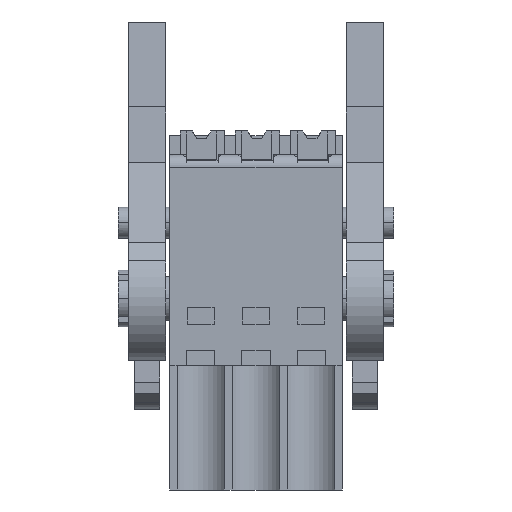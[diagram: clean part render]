
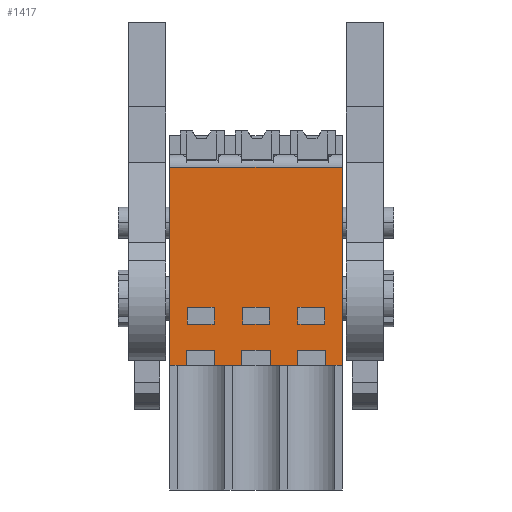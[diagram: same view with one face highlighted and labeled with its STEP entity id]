
A CAD part, front view. The second image highlights one B-rep face of the part: STEP entity #1417.
In plain terms, the highlighted planar face has unit normal (0, -1, 0).
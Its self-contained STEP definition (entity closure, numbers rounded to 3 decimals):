
#1224=AXIS2_PLACEMENT_3D('Plane Axis2P3D',#1221,#1222,#1223) ;
#97=CARTESIAN_POINT('Vertex',(3.25,5.297,7.9)) ;
#100=CARTESIAN_POINT('Line Origine',(3.25,5.297,11.2)) ;
#104=CARTESIAN_POINT('Vertex',(3.25,5.297,20.4)) ;
#1053=CARTESIAN_POINT('Vertex',(14.15,5.297,7.9)) ;
#1056=CARTESIAN_POINT('Line Origine',(13.625,5.297,7.9)) ;
#1060=CARTESIAN_POINT('Vertex',(13.1,5.297,7.9)) ;
#1081=CARTESIAN_POINT('Vertex',(11.3,5.297,7.9)) ;
#1084=CARTESIAN_POINT('Line Origine',(10.925,5.297,7.9)) ;
#1088=CARTESIAN_POINT('Vertex',(10.55,5.297,7.9)) ;
#1091=CARTESIAN_POINT('Line Origine',(10.075,5.297,7.9)) ;
#1095=CARTESIAN_POINT('Vertex',(9.6,5.297,7.9)) ;
#1116=CARTESIAN_POINT('Vertex',(7.8,5.297,7.9)) ;
#1119=CARTESIAN_POINT('Line Origine',(7.425,5.297,7.9)) ;
#1123=CARTESIAN_POINT('Vertex',(7.05,5.297,7.9)) ;
#1126=CARTESIAN_POINT('Line Origine',(6.575,5.297,7.9)) ;
#1130=CARTESIAN_POINT('Vertex',(6.1,5.297,7.9)) ;
#1151=CARTESIAN_POINT('Vertex',(4.3,5.297,7.9)) ;
#1154=CARTESIAN_POINT('Line Origine',(3.775,5.297,7.9)) ;
#1221=CARTESIAN_POINT('Axis2P3D Location',(-0.07,5.297,7.9)) ;
#1226=CARTESIAN_POINT('Line Origine',(4.3,5.297,8.375)) ;
#1230=CARTESIAN_POINT('Vertex',(4.3,5.297,8.85)) ;
#1233=CARTESIAN_POINT('Line Origine',(5.2,5.297,8.85)) ;
#1237=CARTESIAN_POINT('Vertex',(6.1,5.297,8.85)) ;
#1240=CARTESIAN_POINT('Line Origine',(6.1,5.297,8.375)) ;
#1245=CARTESIAN_POINT('Line Origine',(7.8,5.297,8.375)) ;
#1249=CARTESIAN_POINT('Vertex',(7.8,5.297,8.85)) ;
#1252=CARTESIAN_POINT('Line Origine',(8.7,5.297,8.85)) ;
#1256=CARTESIAN_POINT('Vertex',(9.6,5.297,8.85)) ;
#1259=CARTESIAN_POINT('Line Origine',(9.6,5.297,8.375)) ;
#1264=CARTESIAN_POINT('Line Origine',(11.3,5.297,8.375)) ;
#1268=CARTESIAN_POINT('Vertex',(11.3,5.297,8.85)) ;
#1271=CARTESIAN_POINT('Line Origine',(12.2,5.297,8.85)) ;
#1275=CARTESIAN_POINT('Vertex',(13.1,5.297,8.85)) ;
#1278=CARTESIAN_POINT('Line Origine',(13.1,5.297,8.375)) ;
#1283=CARTESIAN_POINT('Line Origine',(14.15,5.297,14.15)) ;
#1287=CARTESIAN_POINT('Vertex',(14.15,5.297,20.4)) ;
#1290=CARTESIAN_POINT('Line Origine',(8.7,5.297,20.4)) ;
#1315=CARTESIAN_POINT('Line Origine',(5.2,5.297,10.484)) ;
#1319=CARTESIAN_POINT('Vertex',(4.35,5.297,10.484)) ;
#1321=CARTESIAN_POINT('Vertex',(6.05,5.297,10.484)) ;
#1324=CARTESIAN_POINT('Line Origine',(4.35,5.297,11.017)) ;
#1328=CARTESIAN_POINT('Vertex',(4.35,5.297,11.55)) ;
#1331=CARTESIAN_POINT('Line Origine',(5.2,5.297,11.55)) ;
#1335=CARTESIAN_POINT('Vertex',(6.05,5.297,11.55)) ;
#1338=CARTESIAN_POINT('Line Origine',(6.05,5.297,11.017)) ;
#1349=CARTESIAN_POINT('Line Origine',(9.55,5.297,11.017)) ;
#1353=CARTESIAN_POINT('Vertex',(9.55,5.297,10.484)) ;
#1355=CARTESIAN_POINT('Vertex',(9.55,5.297,11.55)) ;
#1358=CARTESIAN_POINT('Line Origine',(8.7,5.297,10.484)) ;
#1362=CARTESIAN_POINT('Vertex',(7.85,5.297,10.484)) ;
#1365=CARTESIAN_POINT('Line Origine',(7.85,5.297,11.017)) ;
#1369=CARTESIAN_POINT('Vertex',(7.85,5.297,11.55)) ;
#1372=CARTESIAN_POINT('Line Origine',(8.7,5.297,11.55)) ;
#1383=CARTESIAN_POINT('Line Origine',(11.35,5.297,11.017)) ;
#1387=CARTESIAN_POINT('Vertex',(11.35,5.297,11.55)) ;
#1389=CARTESIAN_POINT('Vertex',(11.35,5.297,10.484)) ;
#1392=CARTESIAN_POINT('Line Origine',(12.2,5.297,11.55)) ;
#1396=CARTESIAN_POINT('Vertex',(13.05,5.297,11.55)) ;
#1399=CARTESIAN_POINT('Line Origine',(13.05,5.297,11.017)) ;
#1403=CARTESIAN_POINT('Vertex',(13.05,5.297,10.484)) ;
#1406=CARTESIAN_POINT('Line Origine',(12.2,5.297,10.484)) ;
#101=DIRECTION('Vector Direction',(0.,0.,1.)) ;
#1057=DIRECTION('Vector Direction',(1.,0.,0.)) ;
#1085=DIRECTION('Vector Direction',(1.,0.,0.)) ;
#1092=DIRECTION('Vector Direction',(1.,0.,0.)) ;
#1120=DIRECTION('Vector Direction',(1.,0.,0.)) ;
#1127=DIRECTION('Vector Direction',(1.,0.,0.)) ;
#1155=DIRECTION('Vector Direction',(1.,0.,0.)) ;
#1222=DIRECTION('Axis2P3D Direction',(0.,1.,0.)) ;
#1223=DIRECTION('Axis2P3D XDirection',(0.,0.,1.)) ;
#1227=DIRECTION('Vector Direction',(0.,0.,-1.)) ;
#1234=DIRECTION('Vector Direction',(-1.,0.,0.)) ;
#1241=DIRECTION('Vector Direction',(0.,0.,1.)) ;
#1246=DIRECTION('Vector Direction',(0.,0.,-1.)) ;
#1253=DIRECTION('Vector Direction',(-1.,0.,0.)) ;
#1260=DIRECTION('Vector Direction',(0.,0.,1.)) ;
#1265=DIRECTION('Vector Direction',(0.,0.,-1.)) ;
#1272=DIRECTION('Vector Direction',(-1.,0.,0.)) ;
#1279=DIRECTION('Vector Direction',(0.,0.,1.)) ;
#1284=DIRECTION('Vector Direction',(0.,0.,1.)) ;
#1291=DIRECTION('Vector Direction',(1.,0.,0.)) ;
#1316=DIRECTION('Vector Direction',(1.,0.,0.)) ;
#1325=DIRECTION('Vector Direction',(0.,0.,1.)) ;
#1332=DIRECTION('Vector Direction',(-1.,0.,0.)) ;
#1339=DIRECTION('Vector Direction',(0.,0.,-1.)) ;
#1350=DIRECTION('Vector Direction',(0.,0.,-1.)) ;
#1359=DIRECTION('Vector Direction',(1.,0.,0.)) ;
#1366=DIRECTION('Vector Direction',(0.,0.,1.)) ;
#1373=DIRECTION('Vector Direction',(-1.,0.,0.)) ;
#1384=DIRECTION('Vector Direction',(0.,0.,1.)) ;
#1393=DIRECTION('Vector Direction',(-1.,0.,0.)) ;
#1400=DIRECTION('Vector Direction',(0.,0.,-1.)) ;
#1407=DIRECTION('Vector Direction',(1.,0.,0.)) ;
#102=VECTOR('Line Direction',#101,1.) ;
#1058=VECTOR('Line Direction',#1057,1.) ;
#1086=VECTOR('Line Direction',#1085,1.) ;
#1093=VECTOR('Line Direction',#1092,1.) ;
#1121=VECTOR('Line Direction',#1120,1.) ;
#1128=VECTOR('Line Direction',#1127,1.) ;
#1156=VECTOR('Line Direction',#1155,1.) ;
#1228=VECTOR('Line Direction',#1227,1.) ;
#1235=VECTOR('Line Direction',#1234,1.) ;
#1242=VECTOR('Line Direction',#1241,1.) ;
#1247=VECTOR('Line Direction',#1246,1.) ;
#1254=VECTOR('Line Direction',#1253,1.) ;
#1261=VECTOR('Line Direction',#1260,1.) ;
#1266=VECTOR('Line Direction',#1265,1.) ;
#1273=VECTOR('Line Direction',#1272,1.) ;
#1280=VECTOR('Line Direction',#1279,1.) ;
#1285=VECTOR('Line Direction',#1284,1.) ;
#1292=VECTOR('Line Direction',#1291,1.) ;
#1317=VECTOR('Line Direction',#1316,1.) ;
#1326=VECTOR('Line Direction',#1325,1.) ;
#1333=VECTOR('Line Direction',#1332,1.) ;
#1340=VECTOR('Line Direction',#1339,1.) ;
#1351=VECTOR('Line Direction',#1350,1.) ;
#1360=VECTOR('Line Direction',#1359,1.) ;
#1367=VECTOR('Line Direction',#1366,1.) ;
#1374=VECTOR('Line Direction',#1373,1.) ;
#1385=VECTOR('Line Direction',#1384,1.) ;
#1394=VECTOR('Line Direction',#1393,1.) ;
#1401=VECTOR('Line Direction',#1400,1.) ;
#1408=VECTOR('Line Direction',#1407,1.) ;
#1296=ORIENTED_EDGE('',*,*,#106,.F.) ;
#1297=ORIENTED_EDGE('',*,*,#1158,.T.) ;
#1298=ORIENTED_EDGE('',*,*,#1232,.F.) ;
#1299=ORIENTED_EDGE('',*,*,#1239,.F.) ;
#1300=ORIENTED_EDGE('',*,*,#1244,.F.) ;
#1301=ORIENTED_EDGE('',*,*,#1132,.T.) ;
#1302=ORIENTED_EDGE('',*,*,#1125,.T.) ;
#1303=ORIENTED_EDGE('',*,*,#1251,.F.) ;
#1304=ORIENTED_EDGE('',*,*,#1258,.F.) ;
#1305=ORIENTED_EDGE('',*,*,#1263,.F.) ;
#1306=ORIENTED_EDGE('',*,*,#1097,.T.) ;
#1307=ORIENTED_EDGE('',*,*,#1090,.T.) ;
#1308=ORIENTED_EDGE('',*,*,#1270,.F.) ;
#1309=ORIENTED_EDGE('',*,*,#1277,.F.) ;
#1310=ORIENTED_EDGE('',*,*,#1282,.F.) ;
#1311=ORIENTED_EDGE('',*,*,#1062,.T.) ;
#1312=ORIENTED_EDGE('',*,*,#1289,.T.) ;
#1313=ORIENTED_EDGE('',*,*,#1294,.F.) ;
#1344=ORIENTED_EDGE('',*,*,#1323,.F.) ;
#1345=ORIENTED_EDGE('',*,*,#1330,.F.) ;
#1346=ORIENTED_EDGE('',*,*,#1337,.F.) ;
#1347=ORIENTED_EDGE('',*,*,#1342,.F.) ;
#1378=ORIENTED_EDGE('',*,*,#1357,.F.) ;
#1379=ORIENTED_EDGE('',*,*,#1364,.F.) ;
#1380=ORIENTED_EDGE('',*,*,#1371,.F.) ;
#1381=ORIENTED_EDGE('',*,*,#1376,.F.) ;
#1412=ORIENTED_EDGE('',*,*,#1391,.F.) ;
#1413=ORIENTED_EDGE('',*,*,#1398,.F.) ;
#1414=ORIENTED_EDGE('',*,*,#1405,.F.) ;
#1415=ORIENTED_EDGE('',*,*,#1410,.F.) ;
#1348=FACE_BOUND('',#1343,.T.) ;
#1382=FACE_BOUND('',#1377,.T.) ;
#1416=FACE_BOUND('',#1411,.T.) ;
#1417=ADVANCED_FACE('HOUSING',(#1314,#1348,#1382,#1416),#1225,.F.) ;
#106=EDGE_CURVE('',#98,#105,#103,.T.) ;
#1062=EDGE_CURVE('',#1061,#1054,#1059,.T.) ;
#1090=EDGE_CURVE('',#1089,#1082,#1087,.T.) ;
#1097=EDGE_CURVE('',#1096,#1089,#1094,.T.) ;
#1125=EDGE_CURVE('',#1124,#1117,#1122,.T.) ;
#1132=EDGE_CURVE('',#1131,#1124,#1129,.T.) ;
#1158=EDGE_CURVE('',#98,#1152,#1157,.T.) ;
#1232=EDGE_CURVE('',#1231,#1152,#1229,.T.) ;
#1239=EDGE_CURVE('',#1238,#1231,#1236,.T.) ;
#1244=EDGE_CURVE('',#1131,#1238,#1243,.T.) ;
#1251=EDGE_CURVE('',#1250,#1117,#1248,.T.) ;
#1258=EDGE_CURVE('',#1257,#1250,#1255,.T.) ;
#1263=EDGE_CURVE('',#1096,#1257,#1262,.T.) ;
#1270=EDGE_CURVE('',#1269,#1082,#1267,.T.) ;
#1277=EDGE_CURVE('',#1276,#1269,#1274,.T.) ;
#1282=EDGE_CURVE('',#1061,#1276,#1281,.T.) ;
#1289=EDGE_CURVE('',#1054,#1288,#1286,.T.) ;
#1294=EDGE_CURVE('',#105,#1288,#1293,.T.) ;
#1323=EDGE_CURVE('',#1320,#1322,#1318,.T.) ;
#1330=EDGE_CURVE('',#1329,#1320,#1327,.F.) ;
#1337=EDGE_CURVE('',#1336,#1329,#1334,.T.) ;
#1342=EDGE_CURVE('',#1322,#1336,#1341,.F.) ;
#1357=EDGE_CURVE('',#1354,#1356,#1352,.F.) ;
#1364=EDGE_CURVE('',#1363,#1354,#1361,.T.) ;
#1371=EDGE_CURVE('',#1370,#1363,#1368,.F.) ;
#1376=EDGE_CURVE('',#1356,#1370,#1375,.T.) ;
#1391=EDGE_CURVE('',#1388,#1390,#1386,.F.) ;
#1398=EDGE_CURVE('',#1397,#1388,#1395,.T.) ;
#1405=EDGE_CURVE('',#1404,#1397,#1402,.F.) ;
#1410=EDGE_CURVE('',#1390,#1404,#1409,.T.) ;
#1295=EDGE_LOOP('',(#1296,#1297,#1298,#1299,#1300,#1301,#1302,#1303,#1304,#1305,#1306,#1307,#1308,#1309,#1310,#1311,#1312,#1313)) ;
#1343=EDGE_LOOP('',(#1344,#1345,#1346,#1347)) ;
#1377=EDGE_LOOP('',(#1378,#1379,#1380,#1381)) ;
#1411=EDGE_LOOP('',(#1412,#1413,#1414,#1415)) ;
#1314=FACE_OUTER_BOUND('',#1295,.T.) ;
#103=LINE('Line',#100,#102) ;
#1059=LINE('Line',#1056,#1058) ;
#1087=LINE('Line',#1084,#1086) ;
#1094=LINE('Line',#1091,#1093) ;
#1122=LINE('Line',#1119,#1121) ;
#1129=LINE('Line',#1126,#1128) ;
#1157=LINE('Line',#1154,#1156) ;
#1229=LINE('Line',#1226,#1228) ;
#1236=LINE('Line',#1233,#1235) ;
#1243=LINE('Line',#1240,#1242) ;
#1248=LINE('Line',#1245,#1247) ;
#1255=LINE('Line',#1252,#1254) ;
#1262=LINE('Line',#1259,#1261) ;
#1267=LINE('Line',#1264,#1266) ;
#1274=LINE('Line',#1271,#1273) ;
#1281=LINE('Line',#1278,#1280) ;
#1286=LINE('Line',#1283,#1285) ;
#1293=LINE('Line',#1290,#1292) ;
#1318=LINE('Line',#1315,#1317) ;
#1327=LINE('Line',#1324,#1326) ;
#1334=LINE('Line',#1331,#1333) ;
#1341=LINE('Line',#1338,#1340) ;
#1352=LINE('Line',#1349,#1351) ;
#1361=LINE('Line',#1358,#1360) ;
#1368=LINE('Line',#1365,#1367) ;
#1375=LINE('Line',#1372,#1374) ;
#1386=LINE('Line',#1383,#1385) ;
#1395=LINE('Line',#1392,#1394) ;
#1402=LINE('Line',#1399,#1401) ;
#1409=LINE('Line',#1406,#1408) ;
#1225=PLANE('',#1224) ;
#98=VERTEX_POINT('',#97) ;
#105=VERTEX_POINT('',#104) ;
#1054=VERTEX_POINT('',#1053) ;
#1061=VERTEX_POINT('',#1060) ;
#1082=VERTEX_POINT('',#1081) ;
#1089=VERTEX_POINT('',#1088) ;
#1096=VERTEX_POINT('',#1095) ;
#1117=VERTEX_POINT('',#1116) ;
#1124=VERTEX_POINT('',#1123) ;
#1131=VERTEX_POINT('',#1130) ;
#1152=VERTEX_POINT('',#1151) ;
#1231=VERTEX_POINT('',#1230) ;
#1238=VERTEX_POINT('',#1237) ;
#1250=VERTEX_POINT('',#1249) ;
#1257=VERTEX_POINT('',#1256) ;
#1269=VERTEX_POINT('',#1268) ;
#1276=VERTEX_POINT('',#1275) ;
#1288=VERTEX_POINT('',#1287) ;
#1320=VERTEX_POINT('',#1319) ;
#1322=VERTEX_POINT('',#1321) ;
#1329=VERTEX_POINT('',#1328) ;
#1336=VERTEX_POINT('',#1335) ;
#1354=VERTEX_POINT('',#1353) ;
#1356=VERTEX_POINT('',#1355) ;
#1363=VERTEX_POINT('',#1362) ;
#1370=VERTEX_POINT('',#1369) ;
#1388=VERTEX_POINT('',#1387) ;
#1390=VERTEX_POINT('',#1389) ;
#1397=VERTEX_POINT('',#1396) ;
#1404=VERTEX_POINT('',#1403) ;
